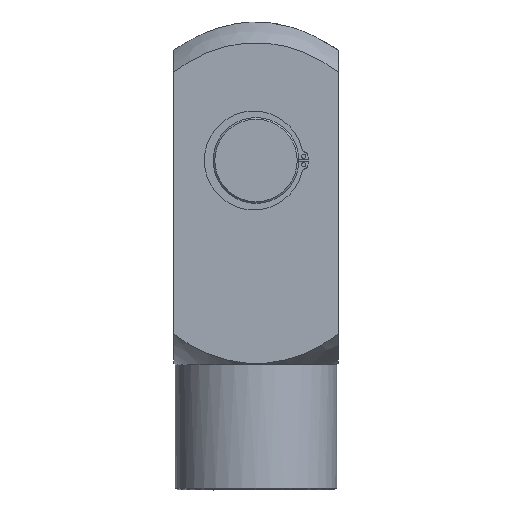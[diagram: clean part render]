
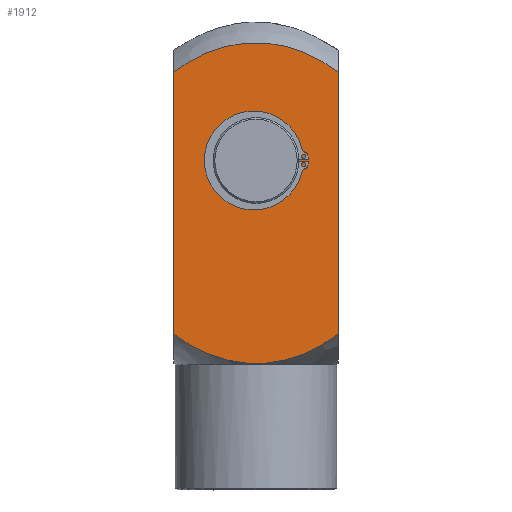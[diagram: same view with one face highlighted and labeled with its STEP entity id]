
A CAD part, left-side view. The second image highlights one B-rep face of the part: STEP entity #1912.
In plain terms, the highlighted planar face has unit normal (-1, 0, 0).
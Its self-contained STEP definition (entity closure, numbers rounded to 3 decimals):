
#1035=CARTESIAN_POINT('',(-48.,0.,25.0));
#1036=VERTEX_POINT('',#1035);
#1037=CARTESIAN_POINT('',(-48.,0.0,0.0));
#1038=DIRECTION('',(1.0,0.0,0.0));
#1039=DIRECTION('',(0.0,0.0,-1.0));
#1040=AXIS2_PLACEMENT_3D('',#1037,#1038,#1039);
#1041=CIRCLE('',#1040,25.0);
#1042=EDGE_CURVE('',#1036,#1036,#1041,.T.);
#1511=CARTESIAN_POINT('',(-48.,-48.,51.385));
#1512=VERTEX_POINT('',#1511);
#1528=CARTESIAN_POINT('',(-48.,-48.,-101.047));
#1529=VERTEX_POINT('',#1528);
#1530=CARTESIAN_POINT('',(-48.,-48.,51.385));
#1531=DIRECTION('',(0.0,0.0,-1.0));
#1532=VECTOR('',#1531,152.432);
#1533=LINE('',#1530,#1532);
#1534=EDGE_CURVE('',#1512,#1529,#1533,.T.);
#1622=CARTESIAN_POINT('',(-48.,48.,51.385));
#1623=VERTEX_POINT('',#1622);
#1639=CARTESIAN_POINT('',(-48.,48.,51.385));
#1640=CARTESIAN_POINT('',(-48.,47.897,51.465));
#1641=CARTESIAN_POINT('',(-48.,47.795,51.544));
#1642=CARTESIAN_POINT('',(-48.,45.507,53.305));
#1643=CARTESIAN_POINT('',(-48.,43.023,55.045));
#1644=CARTESIAN_POINT('',(-48.,37.881,58.241));
#1645=CARTESIAN_POINT('',(-48.,35.222,59.696));
#1646=CARTESIAN_POINT('',(-48.,30.338,62.069));
#1647=CARTESIAN_POINT('',(-48.,27.767,63.172));
#1648=CARTESIAN_POINT('',(-48.,22.411,65.123));
#1649=CARTESIAN_POINT('',(-48.,19.625,65.97));
#1650=CARTESIAN_POINT('',(-48.,13.977,67.33));
#1651=CARTESIAN_POINT('',(-48.,11.114,67.842));
#1652=CARTESIAN_POINT('',(-48.,5.461,68.509));
#1653=CARTESIAN_POINT('',(-48.,2.671,68.664));
#1654=CARTESIAN_POINT('',(-48.,-2.671,68.664));
#1655=CARTESIAN_POINT('',(-48.,-5.461,68.509));
#1656=CARTESIAN_POINT('',(-48.,-11.114,67.842));
#1657=CARTESIAN_POINT('',(-48.,-13.977,67.33));
#1658=CARTESIAN_POINT('',(-48.,-19.625,65.97));
#1659=CARTESIAN_POINT('',(-48.,-22.411,65.123));
#1660=CARTESIAN_POINT('',(-48.,-27.767,63.172));
#1661=CARTESIAN_POINT('',(-48.,-30.338,62.069));
#1662=CARTESIAN_POINT('',(-48.,-35.222,59.696));
#1663=CARTESIAN_POINT('',(-48.,-37.881,58.241));
#1664=CARTESIAN_POINT('',(-48.,-43.023,55.045));
#1665=CARTESIAN_POINT('',(-48.,-45.507,53.305));
#1666=CARTESIAN_POINT('',(-48.,-47.795,51.544));
#1667=CARTESIAN_POINT('',(-48.,-47.897,51.465));
#1668=CARTESIAN_POINT('',(-48.,-48.0,51.385));
#1669=B_SPLINE_CURVE_WITH_KNOTS('',3,(#1639,#1640,#1641,#1642,#1643,#1644,#1645,#1646,#1647,#1648,#1649,#1650,#1651,#1652,#1653,#1654,#1655,#1656,#1657,#1658,#1659,#1660,#1661,#1662,#1663,#1664,#1665,#1666,#1667,#1668),.UNSPECIFIED.,.F.,.U.,(4,2,2,2,2,2,2,2,2,2,2,2,2,2,4),(21.372,21.411,22.239,23.066,23.868,24.669,25.47,26.272,27.073,27.875,28.676,29.477,30.305,31.132,31.171),.UNSPECIFIED.);
#1670=EDGE_CURVE('',#1623,#1512,#1669,.T.);
#1817=CARTESIAN_POINT('',(-48.,48.,-101.047));
#1818=VERTEX_POINT('',#1817);
#1853=CARTESIAN_POINT('',(-48.,48.,-101.047));
#1854=DIRECTION('',(0.0,0.0,1.0));
#1855=VECTOR('',#1854,152.432);
#1856=LINE('',#1853,#1855);
#1857=EDGE_CURVE('',#1818,#1623,#1856,.T.);
#1865=CARTESIAN_POINT('',(-48.,-48.,0.0));
#1866=DIRECTION('',(-1.0,0.0,0.0));
#1867=DIRECTION('',(0.0,0.0,1.0));
#1868=AXIS2_PLACEMENT_3D('',#1865,#1866,#1867);
#1869=PLANE('',#1868);
#1870=ORIENTED_EDGE('',*,*,#1670,.F.);
#1871=ORIENTED_EDGE('',*,*,#1857,.F.);
#1872=CARTESIAN_POINT('',(-48.,-48.0,-101.047));
#1873=CARTESIAN_POINT('',(-48.,-47.897,-101.126));
#1874=CARTESIAN_POINT('',(-48.,-47.795,-101.205));
#1875=CARTESIAN_POINT('',(-48.,-45.507,-102.966));
#1876=CARTESIAN_POINT('',(-48.,-43.023,-104.707));
#1877=CARTESIAN_POINT('',(-48.,-37.881,-107.902));
#1878=CARTESIAN_POINT('',(-48.,-35.222,-109.358));
#1879=CARTESIAN_POINT('',(-48.,-30.338,-111.73));
#1880=CARTESIAN_POINT('',(-48.,-27.767,-112.833));
#1881=CARTESIAN_POINT('',(-48.,-22.411,-114.784));
#1882=CARTESIAN_POINT('',(-48.,-19.625,-115.632));
#1883=CARTESIAN_POINT('',(-48.,-13.977,-116.991));
#1884=CARTESIAN_POINT('',(-48.,-11.114,-117.503));
#1885=CARTESIAN_POINT('',(-48.,-5.461,-118.17));
#1886=CARTESIAN_POINT('',(-48.,-2.671,-118.325));
#1887=CARTESIAN_POINT('',(-48.,0.0,-118.325));
#1888=CARTESIAN_POINT('',(-48.,2.671,-118.325));
#1889=CARTESIAN_POINT('',(-48.,5.461,-118.17));
#1890=CARTESIAN_POINT('',(-48.,11.114,-117.503));
#1891=CARTESIAN_POINT('',(-48.,13.977,-116.991));
#1892=CARTESIAN_POINT('',(-48.,19.625,-115.632));
#1893=CARTESIAN_POINT('',(-48.,22.411,-114.784));
#1894=CARTESIAN_POINT('',(-48.,27.767,-112.833));
#1895=CARTESIAN_POINT('',(-48.,30.338,-111.73));
#1896=CARTESIAN_POINT('',(-48.,35.222,-109.358));
#1897=CARTESIAN_POINT('',(-48.,37.881,-107.902));
#1898=CARTESIAN_POINT('',(-48.,43.023,-104.707));
#1899=CARTESIAN_POINT('',(-48.,45.507,-102.966));
#1900=CARTESIAN_POINT('',(-48.,47.795,-101.205));
#1901=CARTESIAN_POINT('',(-48.,47.897,-101.126));
#1902=CARTESIAN_POINT('',(-48.,48.,-101.047));
#1903=B_SPLINE_CURVE_WITH_KNOTS('',3,(#1872,#1873,#1874,#1875,#1876,#1877,#1878,#1879,#1880,#1881,#1882,#1883,#1884,#1885,#1886,#1887,#1888,#1889,#1890,#1891,#1892,#1893,#1894,#1895,#1896,#1897,#1898,#1899,#1900,#1901,#1902),.UNSPECIFIED.,.F.,.U.,(4,2,2,2,2,2,2,3,2,2,2,2,2,2,4),(-4.899,-4.861,-4.033,-3.206,-2.404,-1.603,-0.801,0.0,0.801,1.603,2.404,3.206,4.033,4.861,4.899),.UNSPECIFIED.);
#1904=EDGE_CURVE('',#1529,#1818,#1903,.T.);
#1905=ORIENTED_EDGE('',*,*,#1904,.F.);
#1906=ORIENTED_EDGE('',*,*,#1534,.F.);
#1907=EDGE_LOOP('',(#1870,#1871,#1905,#1906));
#1908=FACE_OUTER_BOUND('',#1907,.T.);
#1909=ORIENTED_EDGE('',*,*,#1042,.T.);
#1910=EDGE_LOOP('',(#1909));
#1911=FACE_BOUND('',#1910,.T.);
#1912=ADVANCED_FACE('',(#1908,#1911),#1869,.T.);
